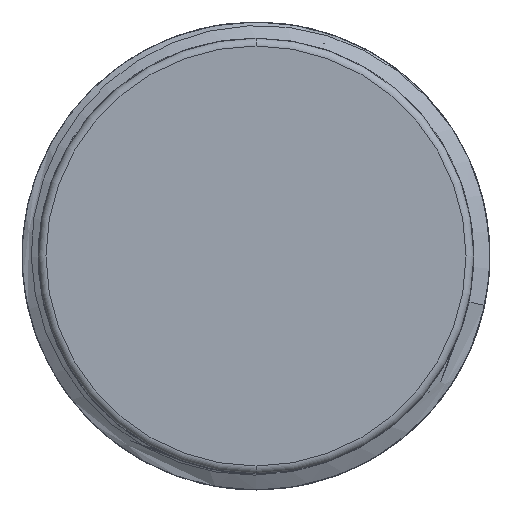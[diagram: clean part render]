
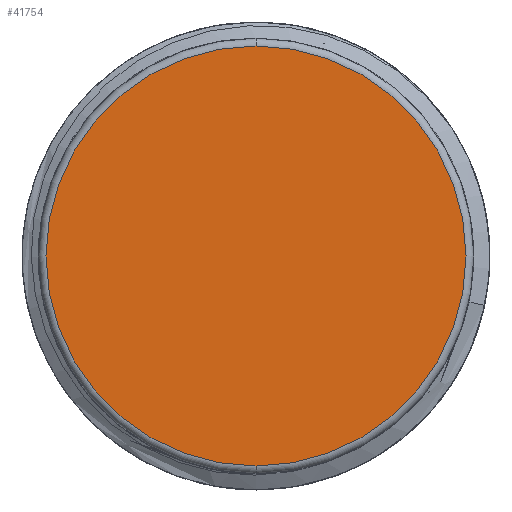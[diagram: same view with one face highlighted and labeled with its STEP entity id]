
A CAD part, left-side view. The second image highlights one B-rep face of the part: STEP entity #41754.
In plain terms, the highlighted planar face has unit normal (-1, 0, 0).
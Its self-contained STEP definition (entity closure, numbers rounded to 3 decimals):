
#13642=CARTESIAN_POINT('',(-21.95,0.,2.408));
#13643=DIRECTION('',(-1.,0.,0.));
#13644=DIRECTION('',(0.,0.,1.));
#13645=AXIS2_PLACEMENT_3D('',#13642,#13643,#13644);
#13647=CARTESIAN_POINT('',(-21.95,0.,2.408));
#13648=DIRECTION('',(-1.,0.,0.));
#13649=DIRECTION('',(0.,0.,-1.));
#13650=AXIS2_PLACEMENT_3D('',#13647,#13648,#13649);
#13677=CARTESIAN_POINT('',(-21.95,0.,-5.617));
#13678=CARTESIAN_POINT('',(-21.95,0.,10.433));
#13679=VERTEX_POINT('',#13677);
#13680=VERTEX_POINT('',#13678);
#41744=CARTESIAN_POINT('',(-21.95,0.,-5.558));
#41745=DIRECTION('',(1.,0.,0.));
#41746=DIRECTION('',(0.,1.,0.));
#41747=AXIS2_PLACEMENT_3D('',#41744,#41745,#41746);
#41748=PLANE('',#41747);
#41749=ORIENTED_EDGE('',*,*,#41734,.F.);
#41751=ORIENTED_EDGE('',*,*,#41750,.F.);
#41752=EDGE_LOOP('',(#41749,#41751));
#41753=FACE_OUTER_BOUND('',#41752,.F.);
#41754=ADVANCED_FACE('',(#41753),#41748,.F.);
#13646=CIRCLE('',#13645,8.025);
#13651=CIRCLE('',#13650,8.025);
#41734=EDGE_CURVE('',#13680,#13679,#13646,.T.);
#41750=EDGE_CURVE('',#13679,#13680,#13651,.T.);
